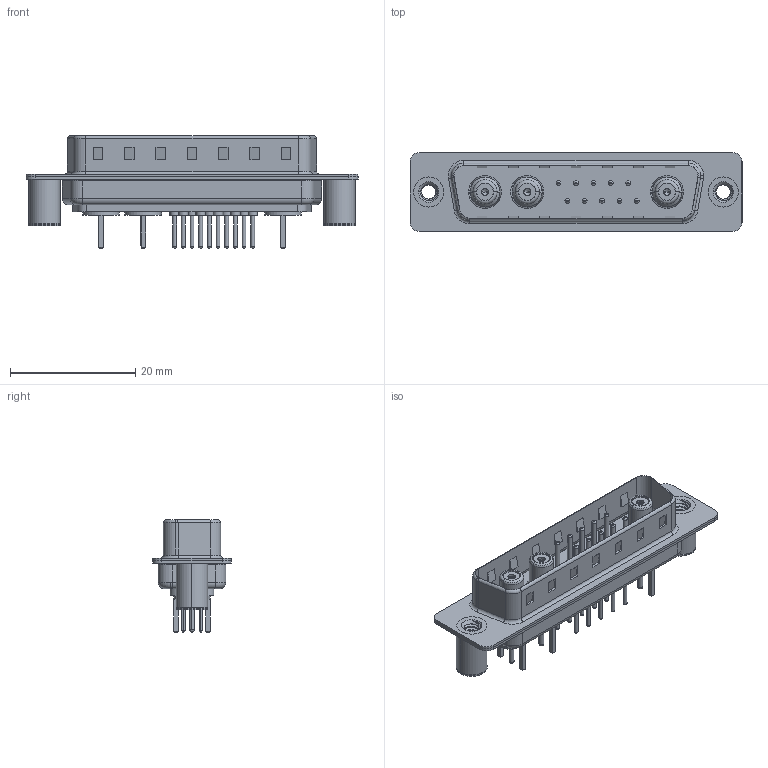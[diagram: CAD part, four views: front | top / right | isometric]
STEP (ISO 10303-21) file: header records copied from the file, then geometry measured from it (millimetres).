
FILE_DESCRIPTION (( 'STEP AP203' ), '1' );
FILE_NAME ('627-13W3624-7N3.STEP', '2019-05-27T13:33:13', ( '' ), ( '' ), 'SwSTEP 2.0', 'SolidWorks 2016', '' );
FILE_SCHEMA (( 'CONFIG_CONTROL_DESIGN' ));
Length unit declared in the file: millimetre
Products named in the file (13): Co-Ax Jack_Straight PC Tail; Insulator Socket; Insulator Socket 2; Locking Collar; Socket_Str; 627Combo Housing_13W3; Co-Ax Jack Assy_S; 627Combo Shell Rear_25 Contacts; 627Combo Contact Row 1_24; 627Combo Shell Front_25 Contacts; 627Combo Contact Row 2_24; 627Combo Threaded Board Spacer_3; 627-13W3624-7N3
Assembly tree (23 placements, depth 3):
  627-13W3624-7N3
    627Combo Housing_13W3
    627Combo Shell Rear_25 Contacts
    627Combo Shell Front_25 Contacts
    627Combo Threaded Board Spacer_3  x2
    Co-Ax Jack Assy_S  x3
      Co-Ax Jack_Straight PC Tail
      Insulator Socket
      Insulator Socket 2
      Locking Collar
      Socket_Str
    627Combo Contact Row 1_24  x5
    627Combo Contact Row 2_24  x5
Bounding box: 53 x 12.6 x 17.9 mm (x, y, z)
Volume: 2906.1 mm3; surface area: 8221.1 mm2
Topology: 30 solids, 30 shells, 1113 faces, 2528 edges, 1560 vertices
Faces by surface type: cylinder 442, plane 382, torus 226, cone 45, bspline 12, sphere 6
Entity records: 21463 total; most frequent: CARTESIAN_POINT 4870, DIRECTION 3336, ORIENTED_EDGE 2954, EDGE_CURVE 1477, AXIS2_PLACEMENT_3D 1293, VERTEX_POINT 931, LINE 750, VECTOR 750
